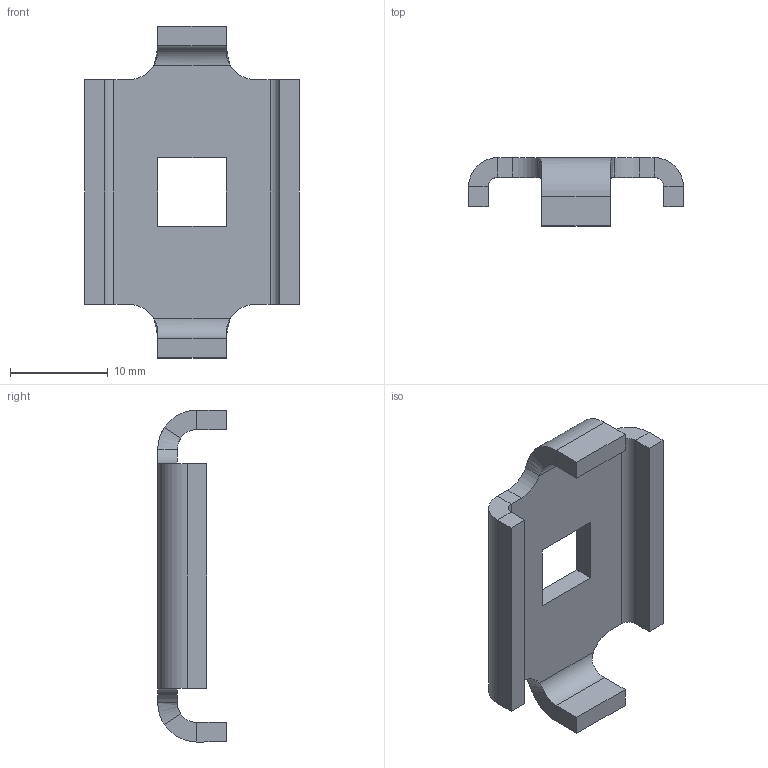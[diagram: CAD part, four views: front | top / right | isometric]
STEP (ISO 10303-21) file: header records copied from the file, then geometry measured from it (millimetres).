
FILE_DESCRIPTION (( 'STEP AP214' ), '1' );
FILE_NAME ('6016839.stp', '2019-04-01T07:23:58', ( '' ), ( '' ), 'SwSTEP 2.0', 'SolidWorks 2018', '' );
FILE_SCHEMA (( 'AUTOMOTIVE_DESIGN' ));
Length unit declared in the file: millimetre
Products named in the file (1): 6016839
Bounding box: 22 x 7 x 34 mm (x, y, z)
Volume: 1385 mm3; surface area: 1701.4 mm2
Topology: 1 solids, 1 shells, 54 faces, 124 edges, 72 vertices
Faces by surface type: plane 38, cylinder 12, bspline 4
Entity records: 1558 total; most frequent: CARTESIAN_POINT 339, ORIENTED_EDGE 248, DIRECTION 234, EDGE_CURVE 124, VECTOR 84, LINE 84, AXIS2_PLACEMENT_3D 75, VERTEX_POINT 72
